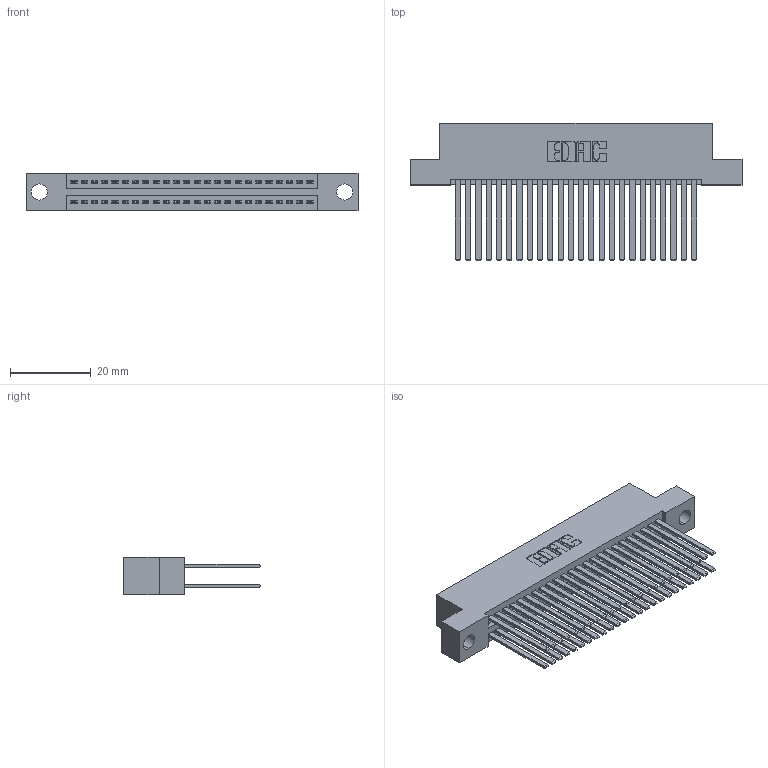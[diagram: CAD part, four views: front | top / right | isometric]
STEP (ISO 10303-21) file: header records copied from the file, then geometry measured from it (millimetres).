
FILE_DESCRIPTION (( 'STEP AP203' ), '1' );
FILE_NAME ('395-048-544-204.STEP', '2018-11-19T21:33:38', ( '' ), ( '' ), 'SwSTEP 2.0', 'SolidWorks 2016', '' );
FILE_SCHEMA (( 'CONFIG_CONTROL_DESIGN' ));
Length unit declared in the file: inch
Products named in the file (3): 345-292-001_345-293-144; 345 Part_Flush Mounting Lugs - 0.156 Dia-TH; 395-048-544-204
Assembly tree (49 placements, depth 2):
  395-048-544-204
    345 Part_Flush Mounting Lugs - 0.156 Dia-TH
    345-292-001_345-293-144  x48
Bounding box: 82.17 x 33.96 x 9.4 mm (x, y, z)
Volume: 8399.9 mm3; surface area: 13855.2 mm2
Topology: 49 solids, 49 shells, 2238 faces, 6629 edges, 4354 vertices
Faces by surface type: plane 1472, cylinder 766
Entity records: 21073 total; most frequent: CARTESIAN_POINT 3548, ORIENTED_EDGE 3482, DIRECTION 3149, EDGE_CURVE 1741, LINE 1517, VECTOR 1517, VERTEX_POINT 1158, AXIS2_PLACEMENT_3D 816
